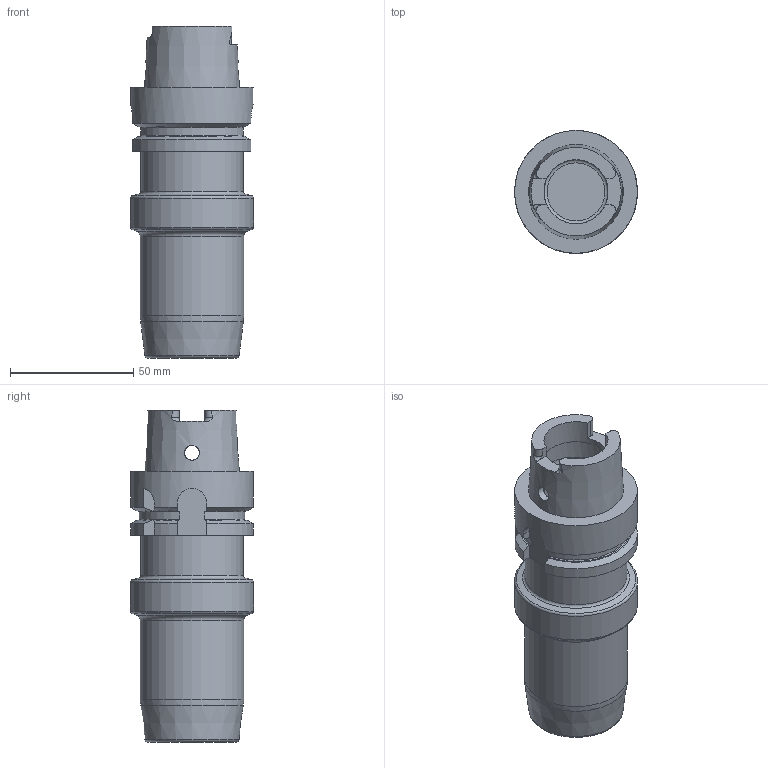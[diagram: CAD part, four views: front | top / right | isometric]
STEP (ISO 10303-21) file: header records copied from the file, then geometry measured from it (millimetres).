
FILE_DESCRIPTION(/* description */ (''),/* implementation_level */ '2;1');
FILE_NAME(/* name */ '1790_1_3d.stp',/* time_stamp */ '2021-11-19T09:12:56+01:00',/* author */ (''),/* organization */ ('SMS'),/* preprocessor_version */ 'ST-DEVELOPER v16.7',/* originating_system */ 'SIEMENS PLM Software NX 12.0',/* authorisation */ '');
FILE_SCHEMA (('AUTOMOTIVE_DESIGN { 1 0 10303 214 3 1 1 1 }'));
Length unit declared in the file: millimetre
Products named in the file (1): 1790_1_3D
Bounding box: 50 x 50 x 134.9 mm (x, y, z)
Volume: 173398.3 mm3; surface area: 26280.9 mm2
Topology: 1 solids, 1 shells, 85 faces, 239 edges, 155 vertices
Faces by surface type: plane 36, cylinder 23, torus 14, cone 11, bspline 1
Full cylindrical faces by diameter (mm): 6 x2, 26.042 x2, 32.08 x1, 41.5 x1, 42 x1, 49.94 x1, 50 x1
Entity records: 3029 total; most frequent: CARTESIAN_POINT 993, ORIENTED_EDGE 406, DIRECTION 403, EDGE_CURVE 203, AXIS2_PLACEMENT_3D 161, VERTEX_POINT 143, EDGE_LOOP 112, ADVANCED_FACE 85
